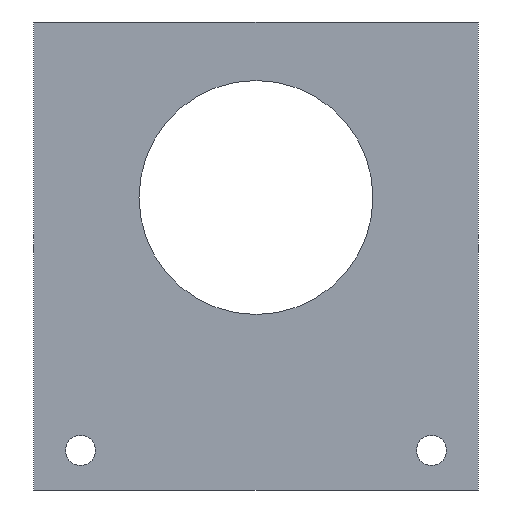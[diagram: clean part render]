
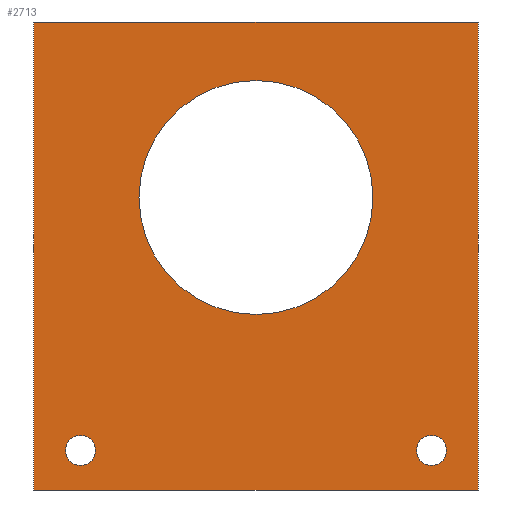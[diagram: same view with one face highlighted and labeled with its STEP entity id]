
A CAD part, front view. The second image highlights one B-rep face of the part: STEP entity #2713.
In plain terms, the highlighted planar face has unit normal (0, -1, 0).
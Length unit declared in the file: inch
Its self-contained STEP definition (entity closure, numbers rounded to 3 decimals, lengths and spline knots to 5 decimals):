
#19 = CARTESIAN_POINT ( 'NONE',  ( -0.37011, 0.36549, -0.47588 ) ) ;
#41 = CARTESIAN_POINT ( 'NONE',  ( 1.32989, 0.36549, 1.35512 ) ) ;
#54 = DIRECTION ( 'NONE',  ( 0., 0., -1. ) ) ;
#65 = CARTESIAN_POINT ( 'NONE',  ( 0.37989, 0.36549, 0.10512 ) ) ;
#106 = DIRECTION ( 'NONE',  ( 0., 0., 1. ) ) ;
#251 = CARTESIAN_POINT ( 'NONE',  ( -0.57011, 0.36549, 1.35512 ) ) ;
#268 = VERTEX_POINT ( 'NONE', #2950 ) ;
#285 = EDGE_CURVE ( 'NONE', #2737, #3515, #953, .T. ) ;
#336 = EDGE_CURVE ( 'NONE', #2219, #1343, #1583, .T. ) ;
#391 = FACE_OUTER_BOUND ( 'NONE', #3587, .T. ) ;
#453 = VERTEX_POINT ( 'NONE', #1058 ) ;
#462 = EDGE_CURVE ( 'NONE', #453, #1777, #1948, .T. ) ;
#505 = AXIS2_PLACEMENT_3D ( 'NONE', #1301, #3588, #1030 ) ;
#509 = EDGE_LOOP ( 'NONE', ( #3026, #965 ) ) ;
#598 = DIRECTION ( 'NONE',  ( 0., 0., 1. ) ) ;
#667 = FACE_BOUND ( 'NONE', #509, .T. ) ;
#679 = DIRECTION ( 'NONE',  ( 0., 0., 1. ) ) ;
#768 = DIRECTION ( 'NONE',  ( 0., 1., 0. ) ) ;
#785 = ORIENTED_EDGE ( 'NONE', *, *, #2600, .T. ) ;
#820 = VERTEX_POINT ( 'NONE', #2854 ) ;
#825 = ORIENTED_EDGE ( 'NONE', *, *, #462, .T. ) ;
#863 = AXIS2_PLACEMENT_3D ( 'NONE', #251, #1408, #3166 ) ;
#884 = AXIS2_PLACEMENT_3D ( 'NONE', #2628, #2079, #2913 ) ;
#898 = CIRCLE ( 'NONE', #2728, 0.5 ) ;
#953 = CIRCLE ( 'NONE', #884, 0.5 ) ;
#965 = ORIENTED_EDGE ( 'NONE', *, *, #1111, .T. ) ;
#1029 = ORIENTED_EDGE ( 'NONE', *, *, #1432, .T. ) ;
#1030 = DIRECTION ( 'NONE',  ( 0., 0., 1. ) ) ;
#1058 = CARTESIAN_POINT ( 'NONE',  ( -0.57011, 0.36549, 1.35512 ) ) ;
#1063 = FACE_BOUND ( 'NONE', #1758, .T. ) ;
#1100 = CARTESIAN_POINT ( 'NONE',  ( -0.37011, 0.36549, -0.54013 ) ) ;
#1111 = EDGE_CURVE ( 'NONE', #1343, #2219, #1663, .T. ) ;
#1146 = PLANE ( 'NONE',  #863 ) ;
#1234 = ORIENTED_EDGE ( 'NONE', *, *, #3543, .T. ) ;
#1300 = VECTOR ( 'NONE', #54, 39.37008 ) ;
#1301 = CARTESIAN_POINT ( 'NONE',  ( 1.12989, 0.36549, -0.47588 ) ) ;
#1329 = DIRECTION ( 'NONE',  ( 0., 0., 1. ) ) ;
#1330 = CARTESIAN_POINT ( 'NONE',  ( -0.57011, 0.36549, -0.64488 ) ) ;
#1343 = VERTEX_POINT ( 'NONE', #1100 ) ;
#1363 = AXIS2_PLACEMENT_3D ( 'NONE', #3087, #2233, #1329 ) ;
#1408 = DIRECTION ( 'NONE',  ( 0., 1., 0. ) ) ;
#1432 = EDGE_CURVE ( 'NONE', #1777, #2660, #2075, .T. ) ;
#1504 = ORIENTED_EDGE ( 'NONE', *, *, #1742, .T. ) ;
#1583 = CIRCLE ( 'NONE', #3647, 0.06425 ) ;
#1631 = EDGE_CURVE ( 'NONE', #2289, #2660, #2069, .T. ) ;
#1663 = CIRCLE ( 'NONE', #3481, 0.06425 ) ;
#1682 = CARTESIAN_POINT ( 'NONE',  ( -0.57011, 0.36549, -0.64488 ) ) ;
#1742 = EDGE_CURVE ( 'NONE', #3515, #2737, #898, .T. ) ;
#1758 = EDGE_LOOP ( 'NONE', ( #1504, #1912 ) ) ;
#1777 = VERTEX_POINT ( 'NONE', #1330 ) ;
#1847 = CARTESIAN_POINT ( 'NONE',  ( 0.37989, 0.36549, 0.60512 ) ) ;
#1912 = ORIENTED_EDGE ( 'NONE', *, *, #285, .T. ) ;
#1916 = DIRECTION ( 'NONE',  ( 0., 0., -1. ) ) ;
#1948 = LINE ( 'NONE', #2218, #3379 ) ;
#1971 = CARTESIAN_POINT ( 'NONE',  ( -0.37011, 0.36549, -0.41163 ) ) ;
#2034 = DIRECTION ( 'NONE',  ( 1., 0., 0. ) ) ;
#2053 = CARTESIAN_POINT ( 'NONE',  ( 1.32989, 0.36549, 1.35512 ) ) ;
#2069 = LINE ( 'NONE', #2053, #1300 ) ;
#2075 = LINE ( 'NONE', #1682, #2765 ) ;
#2079 = DIRECTION ( 'NONE',  ( 0., 1., 0. ) ) ;
#2125 = CARTESIAN_POINT ( 'NONE',  ( 0.37989, 0.36549, 1.10512 ) ) ;
#2155 = CIRCLE ( 'NONE', #505, 0.06425 ) ;
#2218 = CARTESIAN_POINT ( 'NONE',  ( -0.57011, 0.36549, 1.35512 ) ) ;
#2219 = VERTEX_POINT ( 'NONE', #1971 ) ;
#2233 = DIRECTION ( 'NONE',  ( 0., 1., 0. ) ) ;
#2289 = VERTEX_POINT ( 'NONE', #41 ) ;
#2461 = FACE_BOUND ( 'NONE', #2722, .T. ) ;
#2600 = EDGE_CURVE ( 'NONE', #268, #820, #3188, .T. ) ;
#2620 = CARTESIAN_POINT ( 'NONE',  ( -0.57011, 0.36549, 1.35512 ) ) ;
#2628 = CARTESIAN_POINT ( 'NONE',  ( 0.37989, 0.36549, 0.60512 ) ) ;
#2653 = DIRECTION ( 'NONE',  ( 0., 1., 0. ) ) ;
#2660 = VERTEX_POINT ( 'NONE', #3617 ) ;
#2713 = ADVANCED_FACE ( 'NONE', ( #1063, #667, #2461, #391 ), #1146, .F. ) ;
#2722 = EDGE_LOOP ( 'NONE', ( #1234, #785 ) ) ;
#2728 = AXIS2_PLACEMENT_3D ( 'NONE', #1847, #768, #106 ) ;
#2737 = VERTEX_POINT ( 'NONE', #65 ) ;
#2765 = VECTOR ( 'NONE', #3684, 39.37008 ) ;
#2811 = ORIENTED_EDGE ( 'NONE', *, *, #1631, .F. ) ;
#2854 = CARTESIAN_POINT ( 'NONE',  ( 1.12989, 0.36549, -0.41163 ) ) ;
#2913 = DIRECTION ( 'NONE',  ( 0., 0., 1. ) ) ;
#2950 = CARTESIAN_POINT ( 'NONE',  ( 1.12989, 0.36549, -0.54013 ) ) ;
#3007 = DIRECTION ( 'NONE',  ( 0., 1., 0. ) ) ;
#3026 = ORIENTED_EDGE ( 'NONE', *, *, #336, .T. ) ;
#3087 = CARTESIAN_POINT ( 'NONE',  ( 1.12989, 0.36549, -0.47588 ) ) ;
#3166 = DIRECTION ( 'NONE',  ( 0., 0., 1. ) ) ;
#3188 = CIRCLE ( 'NONE', #1363, 0.06425 ) ;
#3260 = LINE ( 'NONE', #2620, #3610 ) ;
#3304 = EDGE_CURVE ( 'NONE', #453, #2289, #3260, .T. ) ;
#3379 = VECTOR ( 'NONE', #1916, 39.37008 ) ;
#3450 = ORIENTED_EDGE ( 'NONE', *, *, #3304, .F. ) ;
#3481 = AXIS2_PLACEMENT_3D ( 'NONE', #3562, #3007, #679 ) ;
#3515 = VERTEX_POINT ( 'NONE', #2125 ) ;
#3543 = EDGE_CURVE ( 'NONE', #820, #268, #2155, .T. ) ;
#3562 = CARTESIAN_POINT ( 'NONE',  ( -0.37011, 0.36549, -0.47588 ) ) ;
#3587 = EDGE_LOOP ( 'NONE', ( #1029, #2811, #3450, #825 ) ) ;
#3588 = DIRECTION ( 'NONE',  ( 0., 1., 0. ) ) ;
#3610 = VECTOR ( 'NONE', #2034, 39.37008 ) ;
#3617 = CARTESIAN_POINT ( 'NONE',  ( 1.32989, 0.36549, -0.64488 ) ) ;
#3647 = AXIS2_PLACEMENT_3D ( 'NONE', #19, #2653, #598 ) ;
#3684 = DIRECTION ( 'NONE',  ( 1., 0., 0. ) ) ;
